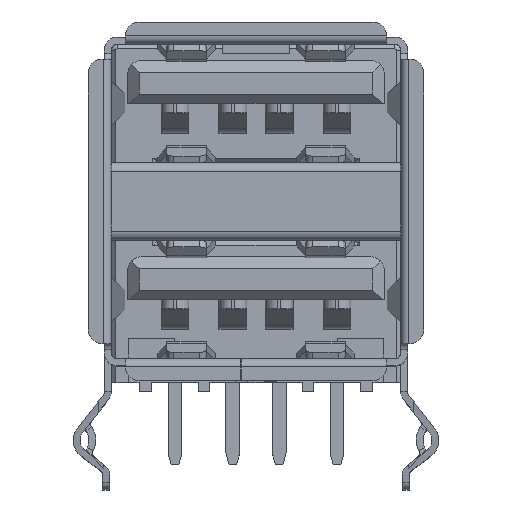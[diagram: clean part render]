
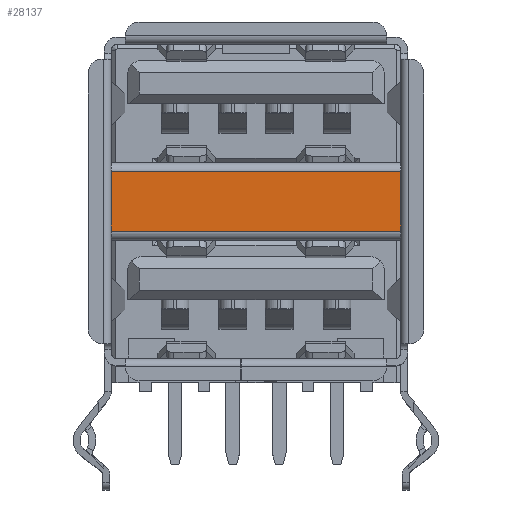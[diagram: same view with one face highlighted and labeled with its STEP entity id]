
A CAD part, top view. The second image highlights one B-rep face of the part: STEP entity #28137.
In plain terms, the highlighted planar face has unit normal (0, 0, 1).
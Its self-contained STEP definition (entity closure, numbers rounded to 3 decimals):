
#1383=FACE_OUTER_BOUND('',#3005,.T.);
#3005=EDGE_LOOP('',(#20450,#20451,#20452,#20453));
#6120=LINE('',#43035,#9147);
#6124=LINE('',#43042,#9151);
#6125=LINE('',#43046,#9152);
#6126=LINE('',#43047,#9153);
#9147=VECTOR('',#34471,1000.);
#9151=VECTOR('',#34479,1000.);
#9152=VECTOR('',#34484,1000.);
#9153=VECTOR('',#34485,1000.);
#12036=VERTEX_POINT('',#43022);
#12037=VERTEX_POINT('',#43028);
#12039=VERTEX_POINT('',#43041);
#12040=VERTEX_POINT('',#43045);
#15134=EDGE_CURVE('',#12036,#12037,#6120,.T.);
#15138=EDGE_CURVE('',#12039,#12037,#6124,.T.);
#15140=EDGE_CURVE('',#12040,#12036,#6125,.T.);
#15141=EDGE_CURVE('',#12040,#12039,#6126,.T.);
#20450=ORIENTED_EDGE('',*,*,#15140,.T.);
#20451=ORIENTED_EDGE('',*,*,#15134,.T.);
#20452=ORIENTED_EDGE('',*,*,#15138,.F.);
#20453=ORIENTED_EDGE('',*,*,#15141,.F.);
#27007=PLANE('',#30074);
#28137=ADVANCED_FACE('',(#1383),#27007,.T.);
#30074=AXIS2_PLACEMENT_3D('',#43044,#34482,#34483);
#34471=DIRECTION('',(0.,-1.,0.));
#34479=DIRECTION('',(-1.,0.,0.));
#34482=DIRECTION('center_axis',(0.,0.,1.));
#34483=DIRECTION('ref_axis',(-1.,0.,0.));
#34484=DIRECTION('',(-1.,0.,0.));
#34485=DIRECTION('',(0.,-1.,0.));
#43022=CARTESIAN_POINT('',(-6.25,9.48,10.3));
#43028=CARTESIAN_POINT('',(-6.25,6.92,10.3));
#43035=CARTESIAN_POINT('',(-6.25,9.88,10.3));
#43041=CARTESIAN_POINT('',(6.25,6.92,10.3));
#43042=CARTESIAN_POINT('',(9.513,6.92,10.3));
#43044=CARTESIAN_POINT('Origin',(9.513,9.88,10.3));
#43045=CARTESIAN_POINT('',(6.25,9.48,10.3));
#43046=CARTESIAN_POINT('',(9.513,9.48,10.3));
#43047=CARTESIAN_POINT('',(6.25,9.88,10.3));
